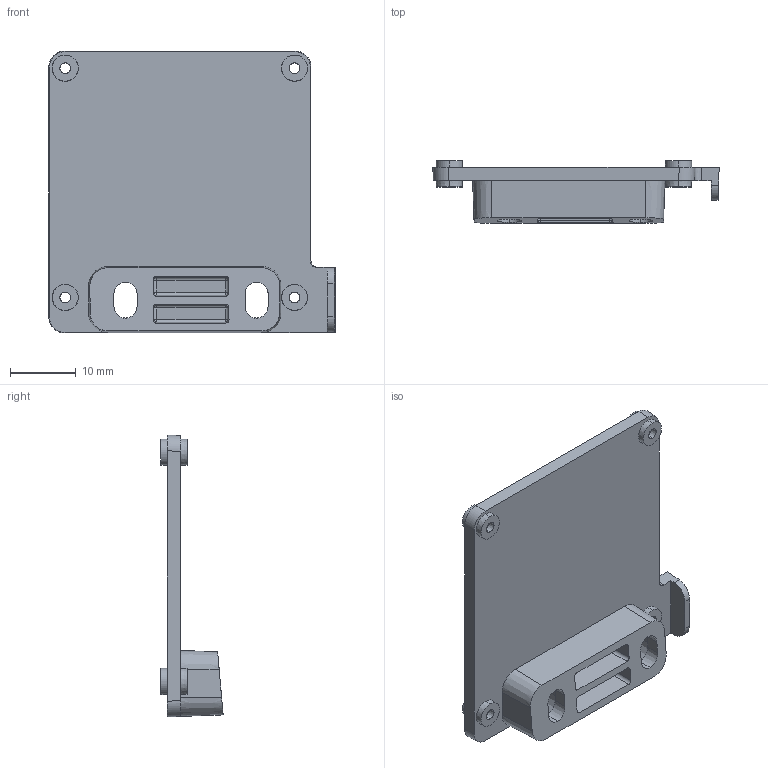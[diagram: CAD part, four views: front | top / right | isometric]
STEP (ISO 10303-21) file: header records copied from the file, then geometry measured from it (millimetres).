
FILE_DESCRIPTION (( 'STEP AP214' ), '1' );
FILE_NAME ('JXHSV06-08006-d Nozzle Cooling Fan Bracket.step', '2023-01-05T07:15:51', ( '微软用户' ), ( '微软中国' ), 'SwSTEP 2.0', 'SolidWorks 2020', '' );
FILE_SCHEMA (( 'AUTOMOTIVE_DESIGN' ));
Length unit declared in the file: millimetre
Products named in the file (1): JXHSV06-08006-d Nozzle Cooling Fan Bracket
Bounding box: 43.7 x 9.5 x 43 mm (x, y, z)
Volume: 4334.9 mm3; surface area: 5076.2 mm2
Topology: 1 solids, 1 shells, 124 faces, 302 edges, 188 vertices
Faces by surface type: plane 46, cylinder 37, cone 33, sphere 8
Entity records: 3919 total; most frequent: CARTESIAN_POINT 691, DIRECTION 632, ORIENTED_EDGE 588, EDGE_CURVE 294, AXIS2_PLACEMENT_3D 239, VERTEX_POINT 188, VECTOR 154, LINE 154
